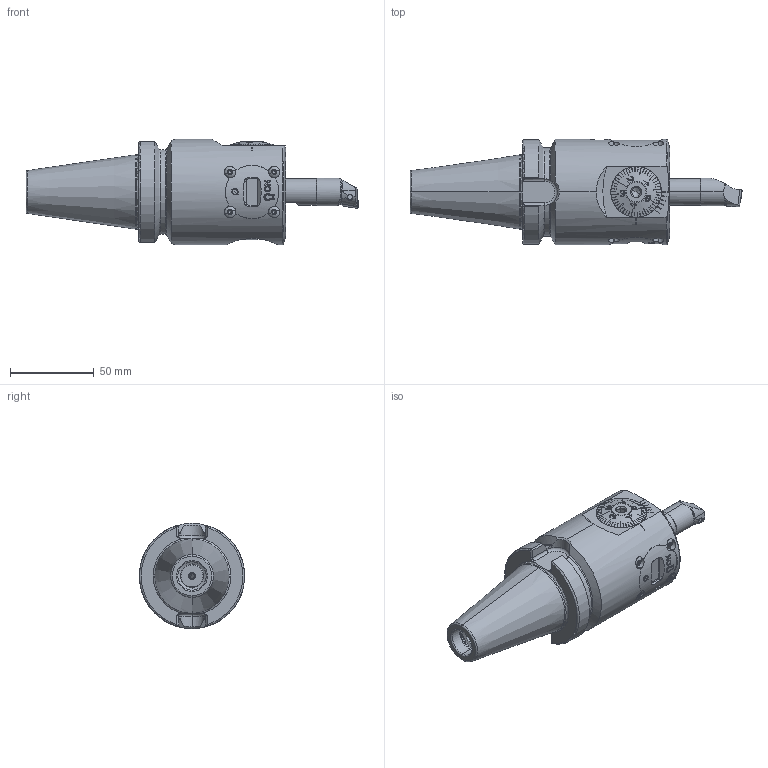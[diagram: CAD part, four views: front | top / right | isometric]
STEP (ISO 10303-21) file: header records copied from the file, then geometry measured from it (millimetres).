
FILE_DESCRIPTION (( 'STEP AP203' ), '1' );
FILE_NAME ('B06.540.055.090.STEP', '2018-02-21T08:01:15', ( 'SWIAdmin' ), ( 'Hewlett-Packard Company' ), 'SwSTEP 2.0', 'SolidWorks 2017', '' );
FILE_SCHEMA (( 'CONFIG_CONTROL_DESIGN' ));
Length unit declared in the file: millimetre
Products named in the file (39): B20-WCB.K11.105_A; DIN 3771 - 26x1_gespannt; Kabel schwarz_eingebaut; A63-BG5.102.001_A; A63-ER5.001.006_A; CCMT09T304; A63-BG3.000.021; A63-BG5.202.006_A; A63-BG5.101.001_B; WCB-ER2.001.009_A; A63-BG1.001.048_C; Schutzhülle_eingebaut; A63-BG5.502.000_A_eingefedert; A63-BG5.201.001_A; B20-WCB.K11.105; A63-BG4.001.000_A_gek〉zt; A63-BG5.012.007_eingebaut; CR 2430; Display; B06.540.055.090; A63-ER1.001.020_A; A63-BG3.001.021_B; A63-ER2.001.000_A; A63-ER4.001.030_A; A63-ER1.101.010_A; A63-BG3.002.007_B; A63-BG5.402.000_A; Zebra; Glasmassstab; A63-BG3.003.010_B; Kabel rot_eingebaut; A63-BG5.011.014; BT4-A63.K00.090_A; ISO 8744-3x8; A63-BG3.004.006_A; A63-BG5.002.007_B; A63-BG5.001.014_C
Assembly tree (50 placements, depth 4):
  B06.540.055.090
    BT4-A63.K00.090_A
    A63-BG5.011.014
      A63-BG5.001.014_C
      A63-ER5.001.006_A  x4
      A63-BG5.101.001_B
      A63-BG5.201.001_A
      Display
      A63-ER4.001.030_A
      Zebra  x2
    A63-BG5.012.007_eingebaut
      A63-BG5.002.007_B
      A63-ER5.001.006_A  x4
      A63-BG5.102.001_A
      A63-BG5.202.006_A
      A63-BG5.502.000_A_eingefedert
      A63-ER2.001.000_A
        CR 2430  x2
      Kabel rot_eingebaut
        A63-BG5.402.000_A
        Kabel rot_eingebaut
      Kabel schwarz_eingebaut
        A63-BG5.402.000_A
        Kabel schwarz_eingebaut
      A63-ER4.001.030_A
      Schutzhülle_eingebaut
    A63-BG3.000.021
      A63-BG3.001.021_B
      A63-BG3.002.007_B
      A63-BG3.003.010_B
      A63-BG3.004.006_A
      DIN 3771 - 26x1_gespannt
    A63-BG1.001.048_C
    A63-BG4.001.000_A_gek〉zt
    A63-ER1.001.020_A  x2
    A63-ER1.101.010_A
    Glasmassstab
    ISO 8744-3x8
    B20-WCB.K11.105
      B20-WCB.K11.105_A
      CCMT09T304
      WCB-ER2.001.009_A
Bounding box: 198.78 x 63 x 63 mm (x, y, z)
Volume: 301892.3 mm3; surface area: 88853.3 mm2
Topology: 43 solids, 43 shells, 1728 faces, 4477 edges, 2882 vertices
Faces by surface type: plane 735, cylinder 378, cone 286, bspline 221, torus 100, sphere 8
Entity records: 72271 total; most frequent: CARTESIAN_POINT 34345, ORIENTED_EDGE 7474, DIRECTION 6202, EDGE_CURVE 3737, VERTEX_POINT 2446, AXIS2_PLACEMENT_3D 2287, LINE 1628, VECTOR 1628
